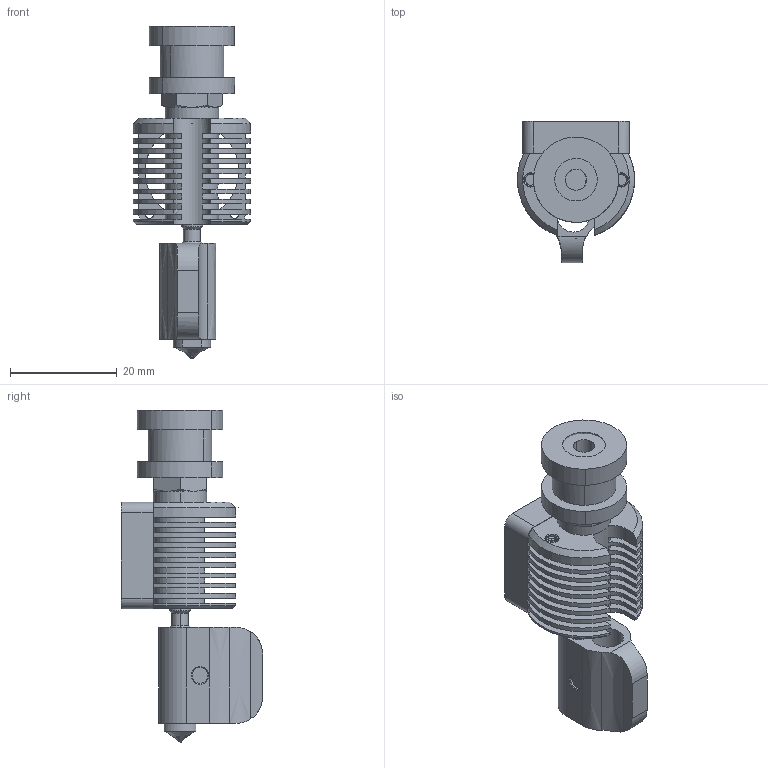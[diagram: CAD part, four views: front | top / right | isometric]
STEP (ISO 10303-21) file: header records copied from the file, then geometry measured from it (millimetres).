
FILE_DESCRIPTION(('CATIA V5 STEP Exchange','CAx-IF Rec.Pracs.--- Model Styling and Organization---1.4--- 2014-01-23','CAx-IF Rec.Pracs.---3D Tessellated Data Validation Properties---0.5---2014-09-14'),'2;1');
FILE_NAME('nova-v12.stp','2021-08-18T01:34:07+00:00',('none'),('none'),'CATIA Version 5-6 Release 2017','CATIA V5 STEP AP242','none');
FILE_SCHEMA(('AP242_MANAGED_MODEL_BASED_3D_ENGINEERING_MIM_LF {1 0 10303 442 1 1 4}'));
Products named in the file (8): Nova V1.2; HB; HS; THR; fan dummy; NZ; Nova_Extended_Groove; Pneumatic_Coupling_PC4-M6 - NEW
Assembly tree (7 placements, depth 2):
  Nova V1.2
    HB
    HS
    THR
    fan dummy
    NZ
    Nova_Extended_Groove
    Pneumatic_Coupling_PC4-M6 - NEW
Bounding box: 21.99 x 26.5 x 62.3 mm (x, y, z)
Volume: 9082.3 mm3; surface area: 11805 mm2
Topology: 13 solids, 13 shells, 1100 faces, 3328 edges, 2264 vertices
Faces by surface type: bspline 705, cylinder 180, plane 161, cone 48, torus 6
Entity records: 42435 total; most frequent: CARTESIAN_POINT 20209, ORIENTED_EDGE 6656, EDGE_CURVE 3328, VERTEX_POINT 2264, B_SPLINE_CURVE_WITH_KNOTS 1645, DIRECTION 1319, EDGE_LOOP 1152, ADVANCED_FACE 1100
